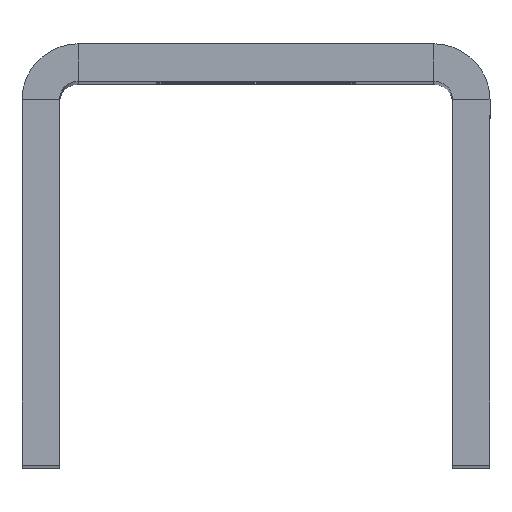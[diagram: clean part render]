
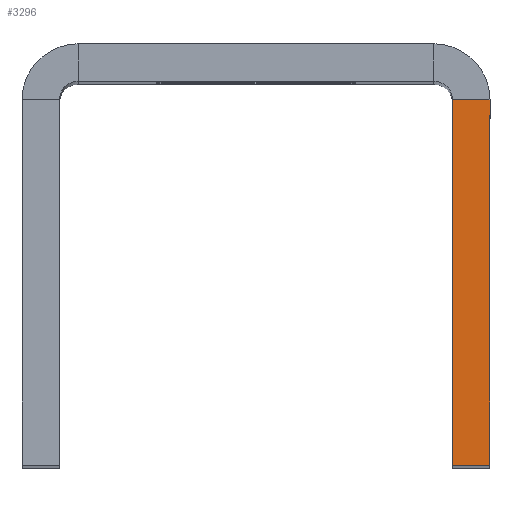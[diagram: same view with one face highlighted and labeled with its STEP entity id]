
A CAD part, top view. The second image highlights one B-rep face of the part: STEP entity #3296.
In plain terms, the highlighted planar face has unit normal (0, 0, 1).
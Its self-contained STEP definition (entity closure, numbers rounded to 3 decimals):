
#3137=CARTESIAN_POINT('',(21.,-2.,97.5));
#3138=VERTEX_POINT('',#3137);
#3177=CARTESIAN_POINT('',(25.,-2.,97.5));
#3178=VERTEX_POINT('',#3177);
#3185=CARTESIAN_POINT('',(25.,-41.,97.5));
#3186=VERTEX_POINT('',#3185);
#3187=CARTESIAN_POINT('',(25.,-41.,97.5));
#3188=DIRECTION('',(0.0,1.0,0.0));
#3189=VECTOR('',#3188,39.);
#3190=LINE('',#3187,#3189);
#3191=EDGE_CURVE('',#3186,#3178,#3190,.T.);
#3248=CARTESIAN_POINT('',(25.,-2.,97.5));
#3249=DIRECTION('',(-1.0,0.0,0.0));
#3250=VECTOR('',#3249,4.);
#3251=LINE('',#3248,#3250);
#3252=EDGE_CURVE('',#3178,#3138,#3251,.T.);
#3273=CARTESIAN_POINT('',(21.,47.812,97.5));
#3274=DIRECTION('',(0.0,0.0,1.0));
#3275=DIRECTION('',(-1.0,0.0,0.0));
#3276=AXIS2_PLACEMENT_3D('',#3273,#3274,#3275);
#3277=PLANE('',#3276);
#3278=ORIENTED_EDGE('',*,*,#3252,.T.);
#3279=CARTESIAN_POINT('',(21.,-41.,97.5));
#3280=VERTEX_POINT('',#3279);
#3281=CARTESIAN_POINT('',(21.,-2.,97.5));
#3282=DIRECTION('',(0.0,-1.0,0.0));
#3283=VECTOR('',#3282,39.);
#3284=LINE('',#3281,#3283);
#3285=EDGE_CURVE('',#3138,#3280,#3284,.T.);
#3286=ORIENTED_EDGE('',*,*,#3285,.T.);
#3287=CARTESIAN_POINT('',(21.,-41.,97.5));
#3288=DIRECTION('',(1.0,0.0,0.0));
#3289=VECTOR('',#3288,4.);
#3290=LINE('',#3287,#3289);
#3291=EDGE_CURVE('',#3280,#3186,#3290,.T.);
#3292=ORIENTED_EDGE('',*,*,#3291,.T.);
#3293=ORIENTED_EDGE('',*,*,#3191,.T.);
#3294=EDGE_LOOP('',(#3278,#3286,#3292,#3293));
#3295=FACE_OUTER_BOUND('',#3294,.T.);
#3296=ADVANCED_FACE('',(#3295),#3277,.T.);
